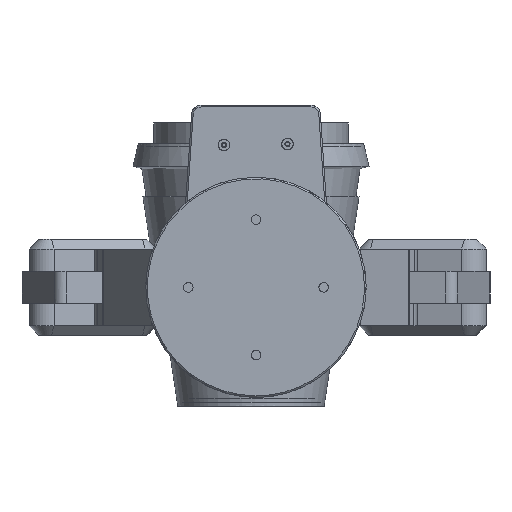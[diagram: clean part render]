
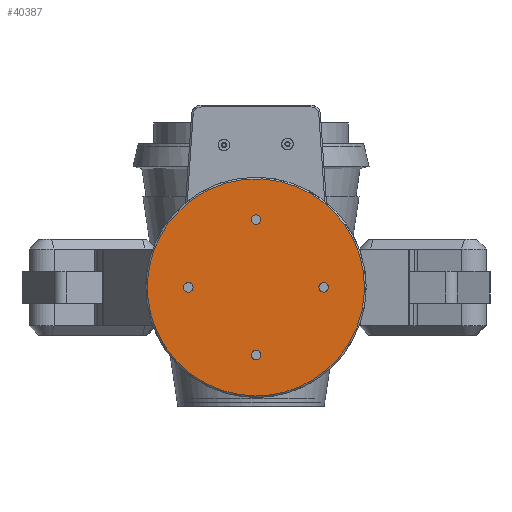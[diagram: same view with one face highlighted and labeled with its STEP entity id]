
A CAD part, left-side view. The second image highlights one B-rep face of the part: STEP entity #40387.
In plain terms, the highlighted free-form (B-spline) face has degree [1, 1] with [2, 2] control points.
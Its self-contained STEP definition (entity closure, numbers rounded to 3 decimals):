
#40066 = VERTEX_POINT('',#40067);
#40067 = CARTESIAN_POINT('',(-53.669,39.316,
    145.218));
#40085 = EDGE_CURVE('',#40066,#40066,#40086,.T.);
#40086 = ( BOUNDED_CURVE() B_SPLINE_CURVE(2,(#40087,#40088,#40089,#40090
    ,#40091,#40092,#40093),.UNSPECIFIED.,.T.,.F.) 
B_SPLINE_CURVE_WITH_KNOTS((3,2,2,3),(3.142,5.236,
7.33,9.425),.PIECEWISE_BEZIER_KNOTS.) CURVE() 
GEOMETRIC_REPRESENTATION_ITEM() RATIONAL_B_SPLINE_CURVE((1.,0.5,1.,0.5,
1.,0.5,1.)) REPRESENTATION_ITEM('') );
#40087 = CARTESIAN_POINT('',(-53.669,39.316,
    145.218));
#40088 = CARTESIAN_POINT('',(-53.669,41.641,
    147.544));
#40089 = CARTESIAN_POINT('',(-53.669,38.465,
    148.395));
#40090 = CARTESIAN_POINT('',(-53.669,35.288,
    149.246));
#40091 = CARTESIAN_POINT('',(-53.669,36.139,
    146.069));
#40092 = CARTESIAN_POINT('',(-53.669,36.991,
    142.893));
#40093 = CARTESIAN_POINT('',(-53.669,39.316,
    145.218));
#40127 = VERTEX_POINT('',#40128);
#40128 = CARTESIAN_POINT('',(-53.669,12.465,
    172.07));
#40146 = EDGE_CURVE('',#40127,#40127,#40147,.T.);
#40147 = ( BOUNDED_CURVE() B_SPLINE_CURVE(2,(#40148,#40149,#40150,#40151
    ,#40152,#40153,#40154),.UNSPECIFIED.,.T.,.F.) 
B_SPLINE_CURVE_WITH_KNOTS((3,2,2,3),(3.142,5.236,
7.33,9.425),.PIECEWISE_BEZIER_KNOTS.) CURVE() 
GEOMETRIC_REPRESENTATION_ITEM() RATIONAL_B_SPLINE_CURVE((1.,0.5,1.,0.5,
1.,0.5,1.)) REPRESENTATION_ITEM('') );
#40148 = CARTESIAN_POINT('',(-53.669,12.465,
    172.07));
#40149 = CARTESIAN_POINT('',(-53.669,14.79,
    174.395));
#40150 = CARTESIAN_POINT('',(-53.669,11.614,
    175.246));
#40151 = CARTESIAN_POINT('',(-53.669,8.437,
    176.097));
#40152 = CARTESIAN_POINT('',(-53.669,9.288,
    172.921));
#40153 = CARTESIAN_POINT('',(-53.669,10.139,
    169.744));
#40154 = CARTESIAN_POINT('',(-53.669,12.465,
    172.07));
#40188 = VERTEX_POINT('',#40189);
#40189 = CARTESIAN_POINT('',(-53.669,66.167,
    172.07));
#40207 = EDGE_CURVE('',#40188,#40188,#40208,.T.);
#40208 = ( BOUNDED_CURVE() B_SPLINE_CURVE(2,(#40209,#40210,#40211,#40212
    ,#40213,#40214,#40215),.UNSPECIFIED.,.T.,.F.) 
B_SPLINE_CURVE_WITH_KNOTS((3,2,2,3),(3.142,5.236,
7.33,9.425),.PIECEWISE_BEZIER_KNOTS.) CURVE() 
GEOMETRIC_REPRESENTATION_ITEM() RATIONAL_B_SPLINE_CURVE((1.,0.5,1.,0.5,
1.,0.5,1.)) REPRESENTATION_ITEM('') );
#40209 = CARTESIAN_POINT('',(-53.669,66.167,
    172.07));
#40210 = CARTESIAN_POINT('',(-53.669,68.493,
    174.395));
#40211 = CARTESIAN_POINT('',(-53.669,65.316,
    175.246));
#40212 = CARTESIAN_POINT('',(-53.669,62.14,
    176.097));
#40213 = CARTESIAN_POINT('',(-53.669,62.991,
    172.921));
#40214 = CARTESIAN_POINT('',(-53.669,63.842,
    169.744));
#40215 = CARTESIAN_POINT('',(-53.669,66.167,
    172.07));
#40249 = VERTEX_POINT('',#40250);
#40250 = CARTESIAN_POINT('',(-53.669,39.316,
    198.921));
#40268 = EDGE_CURVE('',#40249,#40249,#40269,.T.);
#40269 = ( BOUNDED_CURVE() B_SPLINE_CURVE(2,(#40270,#40271,#40272,#40273
    ,#40274,#40275,#40276),.UNSPECIFIED.,.T.,.F.) 
B_SPLINE_CURVE_WITH_KNOTS((3,2,2,3),(3.142,5.236,
7.33,9.425),.PIECEWISE_BEZIER_KNOTS.) CURVE() 
GEOMETRIC_REPRESENTATION_ITEM() RATIONAL_B_SPLINE_CURVE((1.,0.5,1.,0.5,
1.,0.5,1.)) REPRESENTATION_ITEM('') );
#40270 = CARTESIAN_POINT('',(-53.669,39.316,
    198.921));
#40271 = CARTESIAN_POINT('',(-53.669,41.641,
    201.246));
#40272 = CARTESIAN_POINT('',(-53.669,38.465,
    202.097));
#40273 = CARTESIAN_POINT('',(-53.669,35.288,
    202.949));
#40274 = CARTESIAN_POINT('',(-53.669,36.139,
    199.772));
#40275 = CARTESIAN_POINT('',(-53.669,36.991,
    196.595));
#40276 = CARTESIAN_POINT('',(-53.669,39.316,
    198.921));
#40309 = EDGE_CURVE('',#40310,#40310,#40312,.T.);
#40310 = VERTEX_POINT('',#40311);
#40311 = CARTESIAN_POINT('',(-53.669,7.542,
    203.844));
#40312 = ( BOUNDED_CURVE() B_SPLINE_CURVE(2,(#40313,#40314,#40315,#40316
    ,#40317,#40318,#40319),.UNSPECIFIED.,.T.,.F.) 
B_SPLINE_CURVE_WITH_KNOTS((3,2,2,3),(3.142,5.236,
7.33,9.425),.PIECEWISE_BEZIER_KNOTS.) CURVE() 
GEOMETRIC_REPRESENTATION_ITEM() RATIONAL_B_SPLINE_CURVE((1.,0.5,1.,0.5,
1.,0.5,1.)) REPRESENTATION_ITEM('') );
#40313 = CARTESIAN_POINT('',(-53.669,7.542,
    203.844));
#40314 = CARTESIAN_POINT('',(-53.669,-45.167,
    151.135));
#40315 = CARTESIAN_POINT('',(-53.669,26.835,
    131.842));
#40316 = CARTESIAN_POINT('',(-53.669,98.836,
    112.549));
#40317 = CARTESIAN_POINT('',(-53.669,79.544,
    184.551));
#40318 = CARTESIAN_POINT('',(-53.669,60.251,
    256.552));
#40319 = CARTESIAN_POINT('',(-53.669,7.542,
    203.844));
#40387 = ADVANCED_FACE('',(#40388,#40391,#40394,#40397,#40400),#40403,
  .T.);
#40388 = FACE_BOUND('',#40389,.T.);
#40389 = EDGE_LOOP('',(#40390));
#40390 = ORIENTED_EDGE('',*,*,#40309,.F.);
#40391 = FACE_BOUND('',#40392,.T.);
#40392 = EDGE_LOOP('',(#40393));
#40393 = ORIENTED_EDGE('',*,*,#40085,.T.);
#40394 = FACE_BOUND('',#40395,.T.);
#40395 = EDGE_LOOP('',(#40396));
#40396 = ORIENTED_EDGE('',*,*,#40146,.T.);
#40397 = FACE_BOUND('',#40398,.T.);
#40398 = EDGE_LOOP('',(#40399));
#40399 = ORIENTED_EDGE('',*,*,#40207,.T.);
#40400 = FACE_BOUND('',#40401,.T.);
#40401 = EDGE_LOOP('',(#40402));
#40402 = ORIENTED_EDGE('',*,*,#40268,.T.);
#40403 = B_SPLINE_SURFACE_WITH_KNOTS('',1,1,(
    (#40404,#40405)
    ,(#40406,#40407
    )),.UNSPECIFIED.,.F.,.F.,.F.,(2,2),(2,2),(-34.,34.),(-34.,34.),
  .PIECEWISE_BEZIER_KNOTS.);
#40404 = CARTESIAN_POINT('',(-53.669,37.973,
    234.275));
#40405 = CARTESIAN_POINT('',(-53.669,-22.889,
    173.412));
#40406 = CARTESIAN_POINT('',(-53.669,98.836,
    173.412));
#40407 = CARTESIAN_POINT('',(-53.669,37.973,
    112.549));
